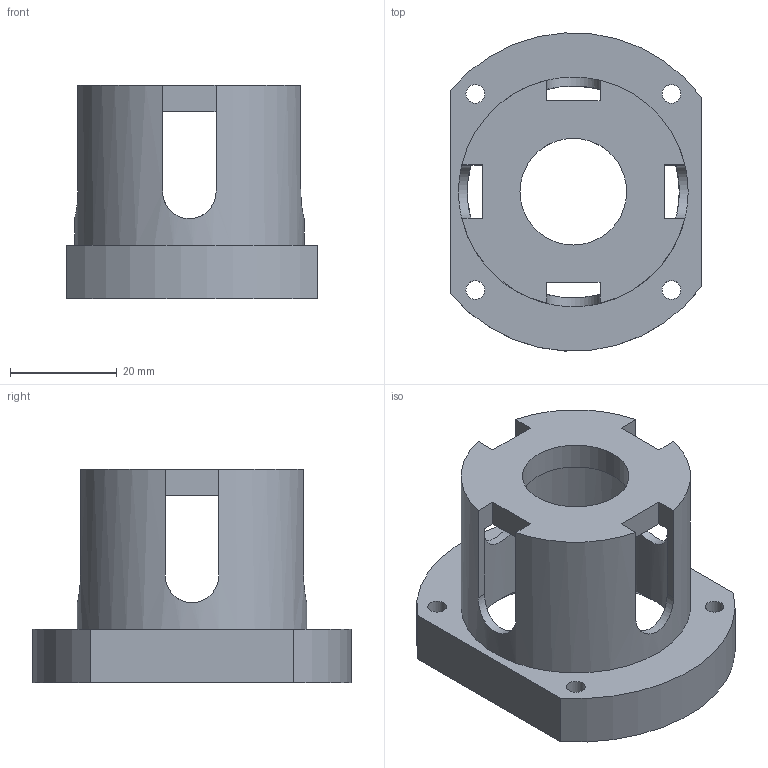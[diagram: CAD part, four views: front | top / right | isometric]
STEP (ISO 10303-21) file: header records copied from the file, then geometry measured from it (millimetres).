
FILE_DESCRIPTION(('STEP AP242'),'1');
FILE_NAME('DOUILLE V2.stp','2024-07-22T06:51:19',(' '),(' '),'Spatial InterOp 3D',' ',' ');
FILE_SCHEMA(('AP242_MANAGED_MODEL_BASED_3D_ENGINEERING_MIM_LF {1 0 10303 442 1 1 4}'));
Length unit declared in the file: millimetre
Products named in the file (1): DOUILLE V2
Bounding box: 47 x 59.61 x 40 mm (x, y, z)
Volume: 20639 mm3; surface area: 13734 mm2
Topology: 1 solids, 1 shells, 36 faces, 115 edges, 75 vertices
Faces by surface type: plane 18, cylinder 13, cone 5
Full cylindrical faces by diameter (mm): 3.5 x4, 20 x1, 39.7 x1, 43 x1
Entity records: 1763 total; most frequent: CARTESIAN_POINT 434, ORIENTED_EDGE 202, DIRECTION 196, EDGE_CURVE 101, VERTEX_POINT 73, AXIS2_PLACEMENT_3D 66, LINE 64, VECTOR 64
